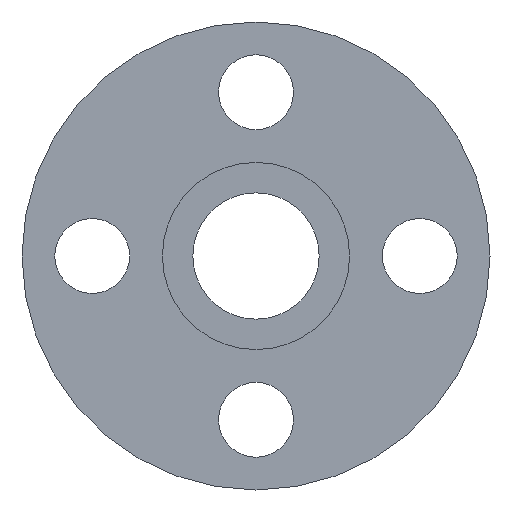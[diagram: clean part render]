
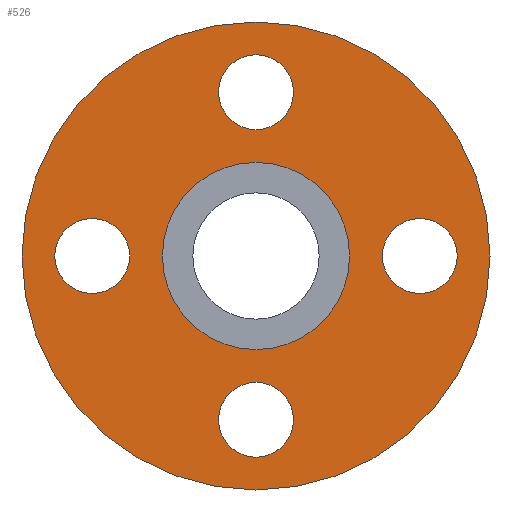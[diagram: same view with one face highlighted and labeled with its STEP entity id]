
A CAD part, left-side view. The second image highlights one B-rep face of the part: STEP entity #526.
In plain terms, the highlighted planar face has unit normal (-1, 0, 0).
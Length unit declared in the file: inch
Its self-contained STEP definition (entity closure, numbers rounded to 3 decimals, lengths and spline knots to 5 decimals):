
#3 = CIRCLE ( 'NONE', #427, 0.5 ) ;
#10 = FACE_BOUND ( 'NONE', #380, .T. ) ;
#11 = DIRECTION ( 'NONE',  ( -1., 0., 0. ) ) ;
#12 = CIRCLE ( 'NONE', #737, 1.25 ) ;
#16 = DIRECTION ( 'NONE',  ( -1., 0., 0. ) ) ;
#17 = VERTEX_POINT ( 'NONE', #82 ) ;
#18 = EDGE_CURVE ( 'NONE', #714, #419, #381, .T. ) ;
#34 = CARTESIAN_POINT ( 'NONE',  ( 0.10586, 0., 0. ) ) ;
#38 = CIRCLE ( 'NONE', #344, 1.25 ) ;
#42 = CARTESIAN_POINT ( 'NONE',  ( 0.10586, 0., 1.6875 ) ) ;
#47 = DIRECTION ( 'NONE',  ( -1., 0., 0. ) ) ;
#72 = CIRCLE ( 'NONE', #483, 0.5 ) ;
#75 = VERTEX_POINT ( 'NONE', #78 ) ;
#78 = CARTESIAN_POINT ( 'NONE',  ( 0.10586, -2.1875, -0.5 ) ) ;
#82 = CARTESIAN_POINT ( 'NONE',  ( 0.10586, 0., -1.6875 ) ) ;
#83 = AXIS2_PLACEMENT_3D ( 'NONE', #129, #11, #114 ) ;
#95 = DIRECTION ( 'NONE',  ( 0., 0., 1. ) ) ;
#97 = DIRECTION ( 'NONE',  ( 0., 0., 1. ) ) ;
#99 = CARTESIAN_POINT ( 'NONE',  ( 0.10586, 0., -1.25 ) ) ;
#114 = DIRECTION ( 'NONE',  ( 0., 0., -1. ) ) ;
#117 = FACE_OUTER_BOUND ( 'NONE', #489, .T. ) ;
#118 = CIRCLE ( 'NONE', #205, 0.5 ) ;
#128 = EDGE_CURVE ( 'NONE', #17, #358, #118, .T. ) ;
#129 = CARTESIAN_POINT ( 'NONE',  ( 0.10586, -2.1875, 0. ) ) ;
#131 = ORIENTED_EDGE ( 'NONE', *, *, #128, .F. ) ;
#134 = VERTEX_POINT ( 'NONE', #99 ) ;
#151 = DIRECTION ( 'NONE',  ( -1., 0., 0. ) ) ;
#155 = EDGE_LOOP ( 'NONE', ( #364, #311 ) ) ;
#156 = CARTESIAN_POINT ( 'NONE',  ( 0.10586, 0., 1.25 ) ) ;
#157 = EDGE_LOOP ( 'NONE', ( #131, #604 ) ) ;
#169 = FACE_BOUND ( 'NONE', #155, .T. ) ;
#185 = CARTESIAN_POINT ( 'NONE',  ( 0.10586, 0., 0. ) ) ;
#194 = DIRECTION ( 'NONE',  ( -1., 0., 0. ) ) ;
#196 = DIRECTION ( 'NONE',  ( 0., 0., 1. ) ) ;
#202 = VERTEX_POINT ( 'NONE', #278 ) ;
#205 = AXIS2_PLACEMENT_3D ( 'NONE', #272, #47, #623 ) ;
#212 = EDGE_LOOP ( 'NONE', ( #563, #555 ) ) ;
#222 = EDGE_CURVE ( 'NONE', #491, #438, #351, .T. ) ;
#234 = FACE_BOUND ( 'NONE', #212, .T. ) ;
#241 = CIRCLE ( 'NONE', #83, 0.5 ) ;
#242 = CARTESIAN_POINT ( 'NONE',  ( 0.10586, 2.1875, -0.5 ) ) ;
#245 = DIRECTION ( 'NONE',  ( 0., 0., 1. ) ) ;
#247 = AXIS2_PLACEMENT_3D ( 'NONE', #34, #484, #196 ) ;
#260 = VERTEX_POINT ( 'NONE', #629 ) ;
#270 = ORIENTED_EDGE ( 'NONE', *, *, #338, .F. ) ;
#272 = CARTESIAN_POINT ( 'NONE',  ( 0.10586, 0., -2.1875 ) ) ;
#273 = ORIENTED_EDGE ( 'NONE', *, *, #699, .T. ) ;
#277 = CARTESIAN_POINT ( 'NONE',  ( 0.10586, 0., 2.6875 ) ) ;
#278 = CARTESIAN_POINT ( 'NONE',  ( 0.10586, 0., -3.125 ) ) ;
#282 = DIRECTION ( 'NONE',  ( -1., 0., 0. ) ) ;
#284 = FACE_BOUND ( 'NONE', #157, .T. ) ;
#288 = DIRECTION ( 'NONE',  ( 0., 0., 1. ) ) ;
#299 = CIRCLE ( 'NONE', #684, 0.5 ) ;
#308 = AXIS2_PLACEMENT_3D ( 'NONE', #345, #648, #350 ) ;
#311 = ORIENTED_EDGE ( 'NONE', *, *, #386, .F. ) ;
#330 = CARTESIAN_POINT ( 'NONE',  ( 0.10586, 0., 2.1875 ) ) ;
#338 = EDGE_CURVE ( 'NONE', #260, #75, #241, .T. ) ;
#343 = PLANE ( 'NONE',  #633 ) ;
#344 = AXIS2_PLACEMENT_3D ( 'NONE', #720, #151, #245 ) ;
#345 = CARTESIAN_POINT ( 'NONE',  ( 0.10586, -2.1875, 0. ) ) ;
#346 = FACE_BOUND ( 'NONE', #728, .T. ) ;
#347 = EDGE_CURVE ( 'NONE', #75, #260, #567, .T. ) ;
#350 = DIRECTION ( 'NONE',  ( 0., 0., -1. ) ) ;
#351 = CIRCLE ( 'NONE', #521, 0.5 ) ;
#354 = CIRCLE ( 'NONE', #247, 3.125 ) ;
#358 = VERTEX_POINT ( 'NONE', #588 ) ;
#364 = ORIENTED_EDGE ( 'NONE', *, *, #688, .F. ) ;
#371 = ORIENTED_EDGE ( 'NONE', *, *, #759, .F. ) ;
#375 = CARTESIAN_POINT ( 'NONE',  ( 0.10586, 2.1875, 0. ) ) ;
#376 = VERTEX_POINT ( 'NONE', #640 ) ;
#380 = EDGE_LOOP ( 'NONE', ( #270, #479 ) ) ;
#381 = CIRCLE ( 'NONE', #683, 0.5 ) ;
#386 = EDGE_CURVE ( 'NONE', #134, #723, #12, .T. ) ;
#401 = DIRECTION ( 'NONE',  ( 0., 0., 1. ) ) ;
#402 = DIRECTION ( 'NONE',  ( 0., 0., 1. ) ) ;
#414 = DIRECTION ( 'NONE',  ( -1., 0., 0. ) ) ;
#419 = VERTEX_POINT ( 'NONE', #242 ) ;
#427 = AXIS2_PLACEMENT_3D ( 'NONE', #440, #670, #616 ) ;
#438 = VERTEX_POINT ( 'NONE', #42 ) ;
#440 = CARTESIAN_POINT ( 'NONE',  ( 0.10586, 0., 2.1875 ) ) ;
#445 = ORIENTED_EDGE ( 'NONE', *, *, #532, .T. ) ;
#477 = DIRECTION ( 'NONE',  ( -1., 0., 0. ) ) ;
#479 = ORIENTED_EDGE ( 'NONE', *, *, #347, .F. ) ;
#483 = AXIS2_PLACEMENT_3D ( 'NONE', #678, #488, #97 ) ;
#484 = DIRECTION ( 'NONE',  ( -1., 0., 0. ) ) ;
#488 = DIRECTION ( 'NONE',  ( -1., 0., 0. ) ) ;
#489 = EDGE_LOOP ( 'NONE', ( #445, #273 ) ) ;
#491 = VERTEX_POINT ( 'NONE', #277 ) ;
#504 = CARTESIAN_POINT ( 'NONE',  ( 0.10586, 2.1875, 0.5 ) ) ;
#507 = EDGE_CURVE ( 'NONE', #358, #17, #299, .T. ) ;
#511 = CARTESIAN_POINT ( 'NONE',  ( 0.10586, 0., -2.1875 ) ) ;
#518 = DIRECTION ( 'NONE',  ( -1., 0., 0. ) ) ;
#521 = AXIS2_PLACEMENT_3D ( 'NONE', #330, #282, #689 ) ;
#526 = ADVANCED_FACE ( 'NONE', ( #234, #10, #284, #346, #117, #169 ), #343, .T. ) ;
#532 = EDGE_CURVE ( 'NONE', #376, #202, #590, .T. ) ;
#555 = ORIENTED_EDGE ( 'NONE', *, *, #749, .F. ) ;
#563 = ORIENTED_EDGE ( 'NONE', *, *, #222, .F. ) ;
#567 = CIRCLE ( 'NONE', #308, 0.5 ) ;
#588 = CARTESIAN_POINT ( 'NONE',  ( 0.10586, 0., -2.6875 ) ) ;
#590 = CIRCLE ( 'NONE', #750, 3.125 ) ;
#604 = ORIENTED_EDGE ( 'NONE', *, *, #507, .F. ) ;
#616 = DIRECTION ( 'NONE',  ( 0., -1., 0. ) ) ;
#623 = DIRECTION ( 'NONE',  ( 0., 1., 0. ) ) ;
#629 = CARTESIAN_POINT ( 'NONE',  ( 0.10586, -2.1875, 0.5 ) ) ;
#633 = AXIS2_PLACEMENT_3D ( 'NONE', #645, #414, #402 ) ;
#635 = CARTESIAN_POINT ( 'NONE',  ( 0.10586, 0., 0. ) ) ;
#640 = CARTESIAN_POINT ( 'NONE',  ( 0.10586, 0., 3.125 ) ) ;
#645 = CARTESIAN_POINT ( 'NONE',  ( 0.10586, 0., 0. ) ) ;
#648 = DIRECTION ( 'NONE',  ( -1., 0., 0. ) ) ;
#670 = DIRECTION ( 'NONE',  ( -1., 0., 0. ) ) ;
#678 = CARTESIAN_POINT ( 'NONE',  ( 0.10586, 2.1875, 0. ) ) ;
#681 = ORIENTED_EDGE ( 'NONE', *, *, #18, .F. ) ;
#683 = AXIS2_PLACEMENT_3D ( 'NONE', #375, #194, #95 ) ;
#684 = AXIS2_PLACEMENT_3D ( 'NONE', #511, #16, #713 ) ;
#688 = EDGE_CURVE ( 'NONE', #723, #134, #38, .T. ) ;
#689 = DIRECTION ( 'NONE',  ( 0., -1., 0. ) ) ;
#699 = EDGE_CURVE ( 'NONE', #202, #376, #354, .T. ) ;
#713 = DIRECTION ( 'NONE',  ( 0., 1., 0. ) ) ;
#714 = VERTEX_POINT ( 'NONE', #504 ) ;
#720 = CARTESIAN_POINT ( 'NONE',  ( 0.10586, 0., 0. ) ) ;
#723 = VERTEX_POINT ( 'NONE', #156 ) ;
#728 = EDGE_LOOP ( 'NONE', ( #681, #371 ) ) ;
#737 = AXIS2_PLACEMENT_3D ( 'NONE', #185, #477, #401 ) ;
#749 = EDGE_CURVE ( 'NONE', #438, #491, #3, .T. ) ;
#750 = AXIS2_PLACEMENT_3D ( 'NONE', #635, #518, #288 ) ;
#759 = EDGE_CURVE ( 'NONE', #419, #714, #72, .T. ) ;
